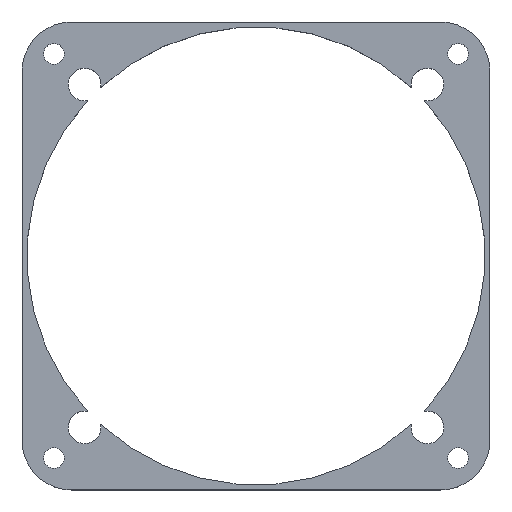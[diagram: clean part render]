
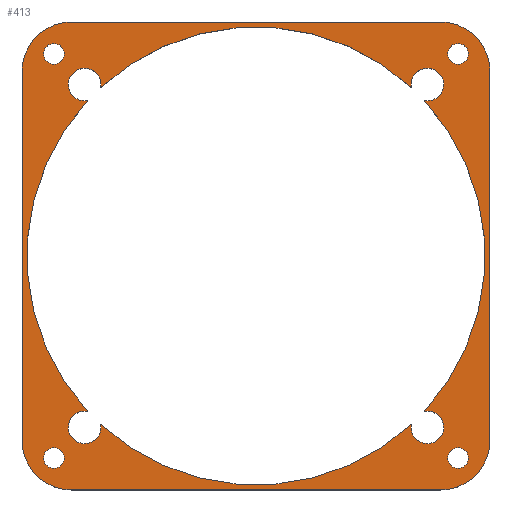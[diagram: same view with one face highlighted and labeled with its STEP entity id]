
A CAD part, top view. The second image highlights one B-rep face of the part: STEP entity #413.
In plain terms, the highlighted planar face has unit normal (0, 0, 1).
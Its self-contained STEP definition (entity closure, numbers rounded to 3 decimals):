
#15=FACE_BOUND('',#58,.T.);
#16=FACE_BOUND('',#59,.T.);
#17=FACE_BOUND('',#60,.T.);
#18=FACE_BOUND('',#61,.T.);
#19=FACE_BOUND('',#62,.T.);
#25=PLANE('',#445);
#35=FACE_OUTER_BOUND('',#57,.T.);
#57=EDGE_LOOP('',(#289,#290,#291,#292,#293,#294,#295,#296));
#58=EDGE_LOOP('',(#297));
#59=EDGE_LOOP('',(#298));
#60=EDGE_LOOP('',(#299));
#61=EDGE_LOOP('',(#300));
#62=EDGE_LOOP('',(#301,#302,#303,#304,#305,#306,#307,#308));
#85=CIRCLE('',#434,3.302);
#87=CIRCLE('',#437,3.302);
#89=CIRCLE('',#440,3.302);
#91=CIRCLE('',#443,3.302);
#93=CIRCLE('',#446,10.);
#94=CIRCLE('',#447,10.);
#95=CIRCLE('',#448,10.);
#96=CIRCLE('',#449,10.);
#97=CIRCLE('',#450,2.1);
#98=CIRCLE('',#451,2.1);
#99=CIRCLE('',#452,2.1);
#100=CIRCLE('',#453,2.1);
#101=CIRCLE('',#454,46.5);
#102=CIRCLE('',#455,46.5);
#103=CIRCLE('',#456,46.5);
#104=CIRCLE('',#457,46.5);
#125=LINE('',#667,#153);
#126=LINE('',#671,#154);
#127=LINE('',#675,#155);
#128=LINE('',#678,#156);
#153=VECTOR('',#525,10.);
#154=VECTOR('',#528,10.);
#155=VECTOR('',#531,10.);
#156=VECTOR('',#534,10.);
#173=VERTEX_POINT('',#627);
#175=VERTEX_POINT('',#630);
#177=VERTEX_POINT('',#636);
#179=VERTEX_POINT('',#639);
#181=VERTEX_POINT('',#645);
#183=VERTEX_POINT('',#648);
#185=VERTEX_POINT('',#654);
#187=VERTEX_POINT('',#657);
#189=VERTEX_POINT('',#663);
#190=VERTEX_POINT('',#664);
#191=VERTEX_POINT('',#666);
#192=VERTEX_POINT('',#668);
#193=VERTEX_POINT('',#670);
#194=VERTEX_POINT('',#672);
#195=VERTEX_POINT('',#674);
#196=VERTEX_POINT('',#676);
#197=VERTEX_POINT('',#679);
#198=VERTEX_POINT('',#681);
#199=VERTEX_POINT('',#683);
#200=VERTEX_POINT('',#685);
#214=EDGE_CURVE('',#175,#173,#85,.T.);
#218=EDGE_CURVE('',#179,#177,#87,.T.);
#222=EDGE_CURVE('',#183,#181,#89,.T.);
#226=EDGE_CURVE('',#187,#185,#91,.T.);
#229=EDGE_CURVE('',#189,#190,#93,.T.);
#230=EDGE_CURVE('',#190,#191,#125,.T.);
#231=EDGE_CURVE('',#191,#192,#94,.T.);
#232=EDGE_CURVE('',#192,#193,#126,.T.);
#233=EDGE_CURVE('',#193,#194,#95,.T.);
#234=EDGE_CURVE('',#194,#195,#127,.T.);
#235=EDGE_CURVE('',#195,#196,#96,.T.);
#236=EDGE_CURVE('',#196,#189,#128,.T.);
#237=EDGE_CURVE('',#197,#197,#97,.F.);
#238=EDGE_CURVE('',#198,#198,#98,.F.);
#239=EDGE_CURVE('',#199,#199,#99,.F.);
#240=EDGE_CURVE('',#200,#200,#100,.F.);
#241=EDGE_CURVE('',#173,#179,#101,.T.);
#242=EDGE_CURVE('',#177,#187,#102,.T.);
#243=EDGE_CURVE('',#185,#183,#103,.T.);
#244=EDGE_CURVE('',#181,#175,#104,.T.);
#289=ORIENTED_EDGE('',*,*,#229,.T.);
#290=ORIENTED_EDGE('',*,*,#230,.T.);
#291=ORIENTED_EDGE('',*,*,#231,.T.);
#292=ORIENTED_EDGE('',*,*,#232,.T.);
#293=ORIENTED_EDGE('',*,*,#233,.T.);
#294=ORIENTED_EDGE('',*,*,#234,.T.);
#295=ORIENTED_EDGE('',*,*,#235,.T.);
#296=ORIENTED_EDGE('',*,*,#236,.T.);
#297=ORIENTED_EDGE('',*,*,#237,.T.);
#298=ORIENTED_EDGE('',*,*,#238,.T.);
#299=ORIENTED_EDGE('',*,*,#239,.T.);
#300=ORIENTED_EDGE('',*,*,#240,.T.);
#301=ORIENTED_EDGE('',*,*,#214,.T.);
#302=ORIENTED_EDGE('',*,*,#241,.T.);
#303=ORIENTED_EDGE('',*,*,#218,.T.);
#304=ORIENTED_EDGE('',*,*,#242,.T.);
#305=ORIENTED_EDGE('',*,*,#226,.T.);
#306=ORIENTED_EDGE('',*,*,#243,.T.);
#307=ORIENTED_EDGE('',*,*,#222,.T.);
#308=ORIENTED_EDGE('',*,*,#244,.T.);
#413=ADVANCED_FACE('',(#35,#15,#16,#17,#18,#19),#25,.T.);
#434=AXIS2_PLACEMENT_3D('',#631,#492,#493);
#437=AXIS2_PLACEMENT_3D('',#640,#500,#501);
#440=AXIS2_PLACEMENT_3D('',#649,#508,#509);
#443=AXIS2_PLACEMENT_3D('',#658,#516,#517);
#445=AXIS2_PLACEMENT_3D('',#662,#521,#522);
#446=AXIS2_PLACEMENT_3D('',#665,#523,#524);
#447=AXIS2_PLACEMENT_3D('',#669,#526,#527);
#448=AXIS2_PLACEMENT_3D('',#673,#529,#530);
#449=AXIS2_PLACEMENT_3D('',#677,#532,#533);
#450=AXIS2_PLACEMENT_3D('',#680,#535,#536);
#451=AXIS2_PLACEMENT_3D('',#682,#537,#538);
#452=AXIS2_PLACEMENT_3D('',#684,#539,#540);
#453=AXIS2_PLACEMENT_3D('',#686,#541,#542);
#454=AXIS2_PLACEMENT_3D('',#687,#543,#544);
#455=AXIS2_PLACEMENT_3D('',#688,#545,#546);
#456=AXIS2_PLACEMENT_3D('',#689,#547,#548);
#457=AXIS2_PLACEMENT_3D('',#690,#549,#550);
#492=DIRECTION('center_axis',(0.,0.,-1.));
#493=DIRECTION('ref_axis',(1.,0.,0.));
#500=DIRECTION('center_axis',(0.,0.,-1.));
#501=DIRECTION('ref_axis',(1.,0.,0.));
#508=DIRECTION('center_axis',(0.,0.,-1.));
#509=DIRECTION('ref_axis',(1.,0.,0.));
#516=DIRECTION('center_axis',(0.,0.,-1.));
#517=DIRECTION('ref_axis',(1.,0.,0.));
#521=DIRECTION('center_axis',(0.,0.,1.));
#522=DIRECTION('ref_axis',(-1.,0.,0.));
#523=DIRECTION('center_axis',(0.,0.,1.));
#524=DIRECTION('ref_axis',(1.,0.,0.));
#525=DIRECTION('',(-1.,0.,0.));
#526=DIRECTION('center_axis',(0.,0.,1.));
#527=DIRECTION('ref_axis',(0.,1.,0.));
#528=DIRECTION('',(0.,-1.,0.));
#529=DIRECTION('center_axis',(0.,0.,1.));
#530=DIRECTION('ref_axis',(-1.,0.,0.));
#531=DIRECTION('',(1.,0.,0.));
#532=DIRECTION('center_axis',(0.,0.,1.));
#533=DIRECTION('ref_axis',(0.,-1.,0.));
#534=DIRECTION('',(0.,1.,0.));
#535=DIRECTION('center_axis',(0.,0.,1.));
#536=DIRECTION('ref_axis',(-1.,0.,0.));
#537=DIRECTION('center_axis',(0.,0.,1.));
#538=DIRECTION('ref_axis',(-1.,0.,0.));
#539=DIRECTION('center_axis',(0.,0.,1.));
#540=DIRECTION('ref_axis',(-1.,0.,0.));
#541=DIRECTION('center_axis',(0.,0.,1.));
#542=DIRECTION('ref_axis',(-1.,0.,0.));
#543=DIRECTION('center_axis',(0.,0.,-1.));
#544=DIRECTION('ref_axis',(-1.,0.,0.));
#545=DIRECTION('center_axis',(0.,0.,-1.));
#546=DIRECTION('ref_axis',(-1.,0.,0.));
#547=DIRECTION('center_axis',(0.,0.,-1.));
#548=DIRECTION('ref_axis',(-1.,0.,0.));
#549=DIRECTION('center_axis',(0.,0.,-1.));
#550=DIRECTION('ref_axis',(-1.,0.,0.));
#627=CARTESIAN_POINT('',(34.15,31.56,14.06));
#630=CARTESIAN_POINT('',(31.56,34.15,14.06));
#631=CARTESIAN_POINT('Origin',(34.798,34.798,14.06));
#636=CARTESIAN_POINT('',(31.56,-34.15,14.06));
#639=CARTESIAN_POINT('',(34.15,-31.56,14.06));
#640=CARTESIAN_POINT('Origin',(34.798,-34.798,14.06));
#645=CARTESIAN_POINT('',(-31.56,34.15,14.06));
#648=CARTESIAN_POINT('',(-34.15,31.56,14.06));
#649=CARTESIAN_POINT('Origin',(-34.798,34.798,14.06));
#654=CARTESIAN_POINT('',(-34.15,-31.56,14.06));
#657=CARTESIAN_POINT('',(-31.56,-34.15,14.06));
#658=CARTESIAN_POINT('Origin',(-34.798,-34.798,14.06));
#662=CARTESIAN_POINT('Origin',(0.,0.,14.06));
#663=CARTESIAN_POINT('',(47.5,37.5,14.06));
#664=CARTESIAN_POINT('',(37.5,47.5,14.06));
#665=CARTESIAN_POINT('Origin',(37.5,37.5,14.06));
#666=CARTESIAN_POINT('',(-37.5,47.5,14.06));
#667=CARTESIAN_POINT('',(37.5,47.5,14.06));
#668=CARTESIAN_POINT('',(-47.5,37.5,14.06));
#669=CARTESIAN_POINT('Origin',(-37.5,37.5,14.06));
#670=CARTESIAN_POINT('',(-47.5,-37.5,14.06));
#671=CARTESIAN_POINT('',(-47.5,37.5,14.06));
#672=CARTESIAN_POINT('',(-37.5,-47.5,14.06));
#673=CARTESIAN_POINT('Origin',(-37.5,-37.5,14.06));
#674=CARTESIAN_POINT('',(37.5,-47.5,14.06));
#675=CARTESIAN_POINT('',(-37.5,-47.5,14.06));
#676=CARTESIAN_POINT('',(47.5,-37.5,14.06));
#677=CARTESIAN_POINT('Origin',(37.5,-37.5,14.06));
#678=CARTESIAN_POINT('',(47.5,37.5,14.06));
#679=CARTESIAN_POINT('',(-38.936,-41.036,14.06));
#680=CARTESIAN_POINT('Origin',(-41.036,-41.036,14.06));
#681=CARTESIAN_POINT('',(-38.936,41.036,14.06));
#682=CARTESIAN_POINT('Origin',(-41.036,41.036,14.06));
#683=CARTESIAN_POINT('',(43.136,41.036,14.06));
#684=CARTESIAN_POINT('Origin',(41.036,41.036,14.06));
#685=CARTESIAN_POINT('',(43.136,-41.036,14.06));
#686=CARTESIAN_POINT('Origin',(41.036,-41.036,14.06));
#687=CARTESIAN_POINT('Origin',(0.,0.,14.06));
#688=CARTESIAN_POINT('Origin',(0.,0.,14.06));
#689=CARTESIAN_POINT('Origin',(0.,0.,14.06));
#690=CARTESIAN_POINT('Origin',(0.,0.,14.06));
